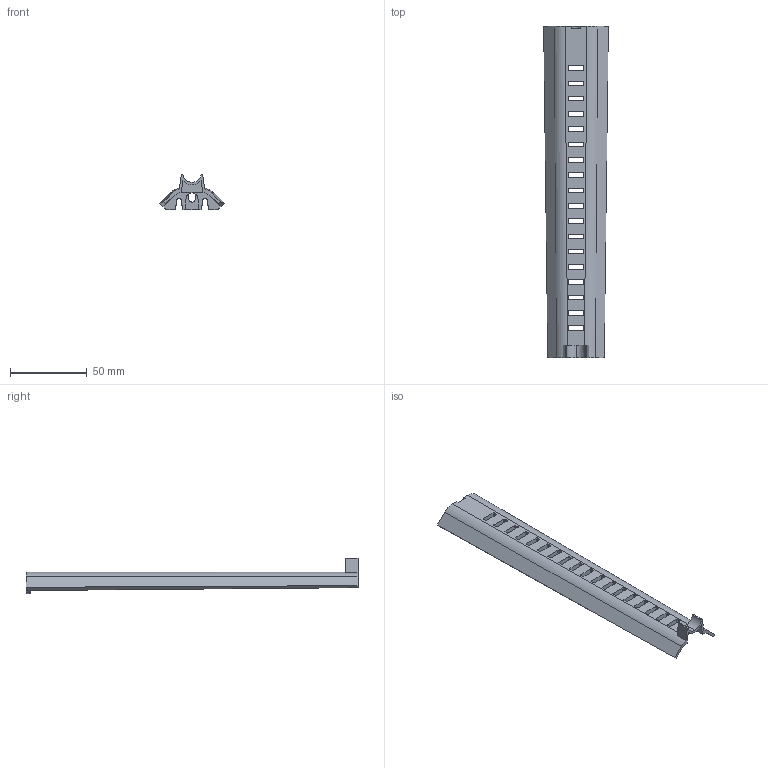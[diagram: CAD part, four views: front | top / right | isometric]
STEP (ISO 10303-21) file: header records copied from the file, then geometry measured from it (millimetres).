
FILE_DESCRIPTION (( 'STEP AP214' ), '1' );
FILE_NAME ('CB ARCA 30.STEP', '2013-10-16T09:56:44', ( 'KennethW' ), ( 'Microsoft' ), 'SwSTEP 2.0', 'SolidWorks 2013', '' );
FILE_SCHEMA (( 'AUTOMOTIVE_DESIGN' ));
Length unit declared in the file: millimetre
Products named in the file (1): CB ARCA 30
Bounding box: 42.24 x 217 x 23 mm (x, y, z)
Volume: 25225.1 mm3; surface area: 21867.1 mm2
Topology: 1 solids, 1 shells, 193 faces, 577 edges, 384 vertices
Faces by surface type: plane 106, cylinder 81, cone 6
Entity records: 6644 total; most frequent: CARTESIAN_POINT 1224, ORIENTED_EDGE 1154, DIRECTION 1111, EDGE_CURVE 577, LINE 393, VECTOR 393, VERTEX_POINT 384, AXIS2_PLACEMENT_3D 359
